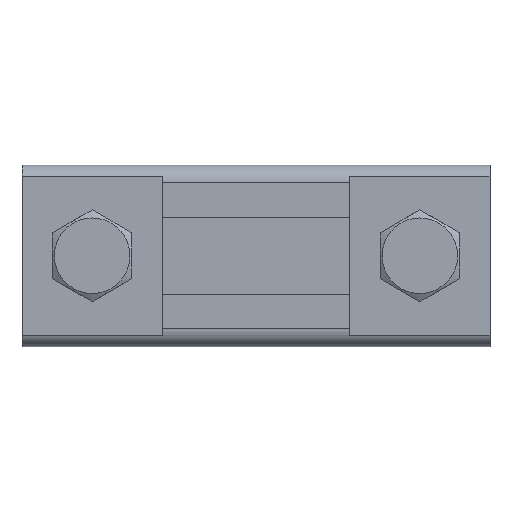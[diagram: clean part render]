
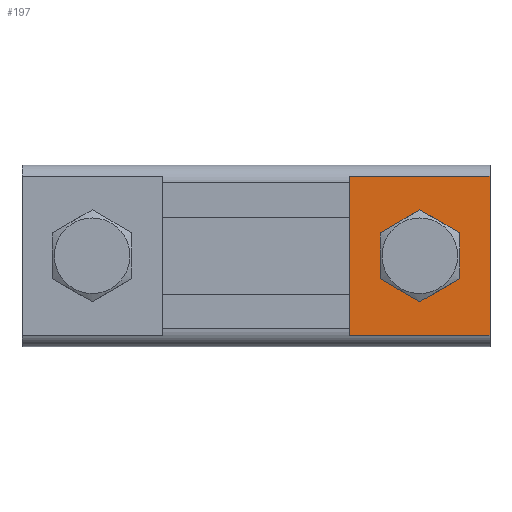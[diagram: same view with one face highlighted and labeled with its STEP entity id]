
A CAD part, top view. The second image highlights one B-rep face of the part: STEP entity #197.
In plain terms, the highlighted planar face has unit normal (0, 0, 1).
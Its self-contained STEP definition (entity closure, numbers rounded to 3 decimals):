
#197=ADVANCED_FACE('',(#2222,#2224),#2226,.F.);
#2222=FACE_BOUND('',#2223,.T.);
#2223=EDGE_LOOP('',(#3814,#3815,#3816,#3817));
#2224=FACE_BOUND('',#2225,.T.);
#2225=EDGE_LOOP('',(#3818,#3819,#3820,#3821));
#2226=PLANE('',#2227);
#2227=AXIS2_PLACEMENT_3D('',#2228,#2229,#2230);
#2228=CARTESIAN_POINT('',(70.,-1.4,40.));
#2229=DIRECTION('',(0.,0.,-1.));
#2230=DIRECTION('',(0.,1.,0.));
#3814=ORIENTED_EDGE('',*,*,#4957,.F.);
#3815=ORIENTED_EDGE('',*,*,#4958,.F.);
#3816=ORIENTED_EDGE('',*,*,#4959,.F.);
#3817=ORIENTED_EDGE('',*,*,#4960,.F.);
#3818=ORIENTED_EDGE('',*,*,#4961,.F.);
#3819=ORIENTED_EDGE('',*,*,#4940,.F.);
#3820=ORIENTED_EDGE('',*,*,#4962,.T.);
#3821=ORIENTED_EDGE('',*,*,#4951,.F.);
#4940=EDGE_CURVE('',#5545,#5547,#5548,.T.);
#4951=EDGE_CURVE('',#5565,#5567,#5568,.T.);
#4957=EDGE_CURVE('',#5576,#5577,#5578,.T.);
#4958=EDGE_CURVE('',#5579,#5576,#5580,.T.);
#4959=EDGE_CURVE('',#5581,#5579,#5582,.T.);
#4960=EDGE_CURVE('',#5577,#5581,#5583,.T.);
#4961=EDGE_CURVE('',#5547,#5565,#5584,.T.);
#4962=EDGE_CURVE('',#5545,#5567,#5585,.F.);
#5545=VERTEX_POINT('',#6586);
#5547=VERTEX_POINT('',#6590);
#5548=LINE('',#6591,#6592);
#5565=VERTEX_POINT('',#6630);
#5567=VERTEX_POINT('',#6635);
#5568=LINE('',#6636,#6637);
#5576=VERTEX_POINT('',#6660);
#5577=VERTEX_POINT('',#6661);
#5578=LINE('',#6662,#6663);
#5579=VERTEX_POINT('',#6665);
#5580=LINE('',#6666,#6667);
#5581=VERTEX_POINT('',#6669);
#5582=LINE('',#6670,#6671);
#5583=LINE('',#6673,#6674);
#5584=CIRCLE('',#6676,7.6);
#5585=CIRCLE('',#6680,5.5);
#6586=CARTESIAN_POINT('',(86.14,10.22,40.));
#6590=CARTESIAN_POINT('',(86.153,8.088,40.));
#6591=CARTESIAN_POINT('',(86.14,10.22,40.));
#6592=VECTOR('',#6593,1.);
#6593=DIRECTION('',(0.006,-1.,0.));
#6630=CARTESIAN_POINT('',(84.664,8.007,40.));
#6635=CARTESIAN_POINT('',(84.651,10.111,40.));
#6636=CARTESIAN_POINT('',(84.664,8.007,40.));
#6637=VECTOR('',#6638,1.);
#6638=DIRECTION('',(-0.006,1.,0.));
#6660=CARTESIAN_POINT('',(70.,32.6,40.));
#6661=CARTESIAN_POINT('',(100.,32.6,40.));
#6662=CARTESIAN_POINT('',(70.,32.6,40.));
#6663=VECTOR('',#6664,1.);
#6664=DIRECTION('',(1.,0.,0.));
#6665=CARTESIAN_POINT('',(70.,-1.4,40.));
#6666=CARTESIAN_POINT('',(70.,-1.4,40.));
#6667=VECTOR('',#6668,1.);
#6668=DIRECTION('',(0.,1.,0.));
#6669=CARTESIAN_POINT('',(100.,-1.4,40.));
#6670=CARTESIAN_POINT('',(100.,-1.4,40.));
#6671=VECTOR('',#6672,1.);
#6672=DIRECTION('',(-1.,0.,0.));
#6673=CARTESIAN_POINT('',(100.,32.6,40.));
#6674=VECTOR('',#6675,1.);
#6675=DIRECTION('',(0.,-1.,0.));
#6676=AXIS2_PLACEMENT_3D('',#6677,#6678,#6679);
#6677=CARTESIAN_POINT('',(85.,15.6,40.));
#6678=DIRECTION('',(0.,0.,1.));
#6679=DIRECTION('',(0.152,-0.988,0.));
#6680=AXIS2_PLACEMENT_3D('',#6681,#6682,#6683);
#6681=CARTESIAN_POINT('',(85.,15.6,40.));
#6682=DIRECTION('',(0.,0.,1.));
#6683=DIRECTION('',(-0.063,-0.998,0.));
